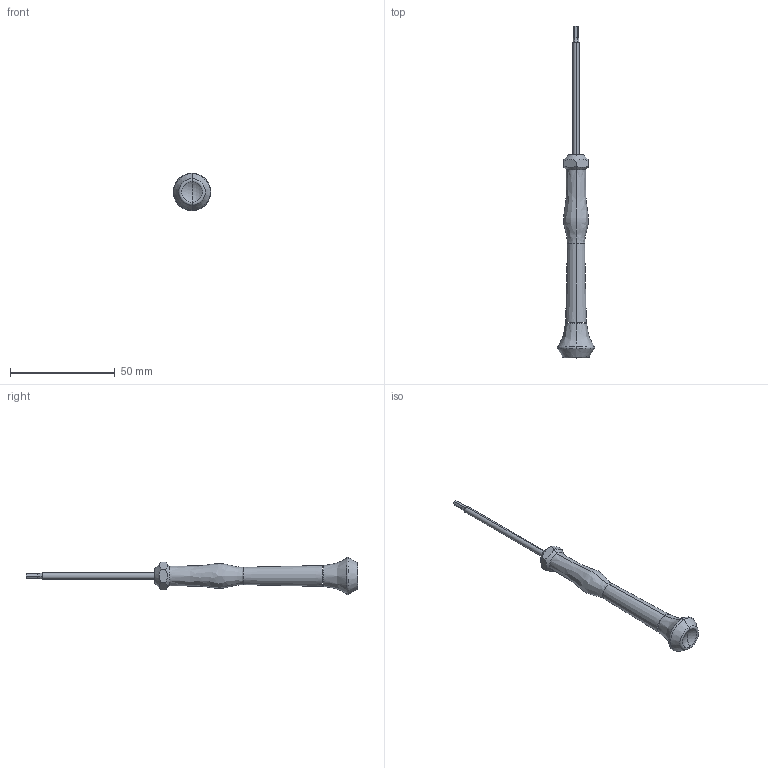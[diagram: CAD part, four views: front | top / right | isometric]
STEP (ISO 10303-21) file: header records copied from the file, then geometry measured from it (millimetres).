
FILE_DESCRIPTION (( 'STEP AP203' ), '1' );
FILE_NAME ('1227-Z1P-A.STEP', '2013-09-30T12:46:41', ( 'The M瞁潎in' ), ( '' ), 'SwSTEP 2.0', 'SolidWorks 2013', '' );
FILE_SCHEMA (( 'CONFIG_CONTROL_DESIGN' ));
Length unit declared in the file: millimetre
Products named in the file (1): 1227-Z1P-A
Bounding box: 17.84 x 158.6 x 17.84 mm (x, y, z)
Volume: 8673.3 mm3; surface area: 4093.5 mm2
Topology: 1 solids, 1 shells, 44 faces, 96 edges, 57 vertices
Faces by surface type: plane 16, bspline 10, cone 8, torus 4, cylinder 4, sphere 2
Entity records: 1515 total; most frequent: CARTESIAN_POINT 524, ORIENTED_EDGE 192, DIRECTION 182, EDGE_CURVE 96, AXIS2_PLACEMENT_3D 73, VERTEX_POINT 57, EDGE_LOOP 47, FACE_OUTER_BOUND 44
